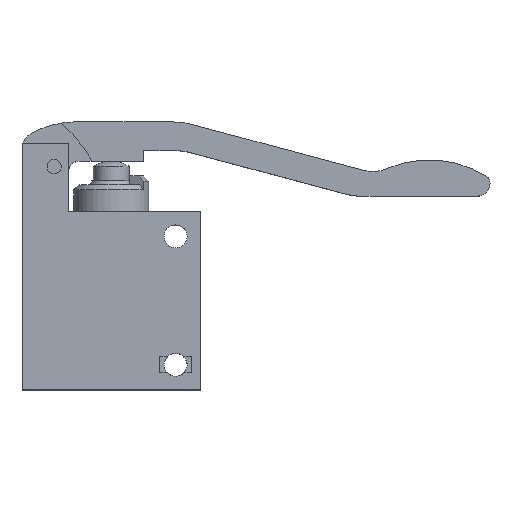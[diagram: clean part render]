
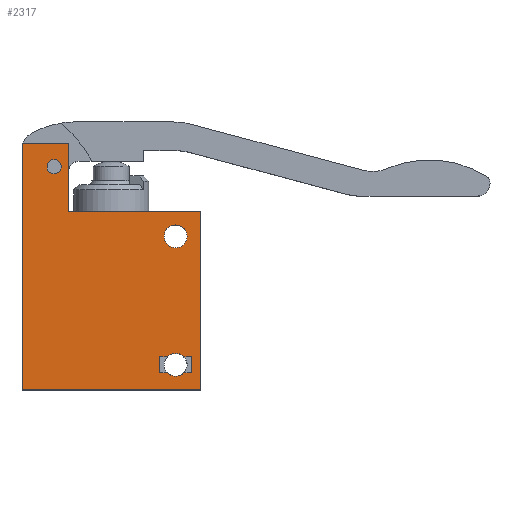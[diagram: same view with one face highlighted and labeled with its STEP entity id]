
A CAD part, top view. The second image highlights one B-rep face of the part: STEP entity #2317.
In plain terms, the highlighted planar face has unit normal (0, 0, 1).
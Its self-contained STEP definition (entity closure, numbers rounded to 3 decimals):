
#80=LINE('',#3741,#278);
#83=LINE('',#3747,#281);
#88=LINE('',#3757,#286);
#92=LINE('',#3770,#290);
#97=LINE('',#3793,#295);
#98=LINE('',#3797,#296);
#99=LINE('',#3801,#297);
#100=LINE('',#3803,#298);
#101=LINE('',#3805,#299);
#102=LINE('',#3807,#300);
#103=LINE('',#3808,#301);
#104=LINE('',#3810,#302);
#278=VECTOR('',#2910,1000.);
#281=VECTOR('',#2915,1000.);
#286=VECTOR('',#2924,1000.);
#290=VECTOR('',#2936,1000.);
#295=VECTOR('',#2949,1000.);
#296=VECTOR('',#2954,1000.);
#297=VECTOR('',#2959,1000.);
#298=VECTOR('',#2960,1000.);
#299=VECTOR('',#2961,1000.);
#300=VECTOR('',#2962,1000.);
#301=VECTOR('',#2963,1000.);
#302=VECTOR('',#2964,1000.);
#435=PLANE('',#2532);
#666=ORIENTED_EDGE('',*,*,#1310,.T.);
#667=ORIENTED_EDGE('',*,*,#1172,.T.);
#668=ORIENTED_EDGE('',*,*,#1311,.F.);
#669=ORIENTED_EDGE('',*,*,#1304,.T.);
#670=ORIENTED_EDGE('',*,*,#1312,.F.);
#671=ORIENTED_EDGE('',*,*,#1313,.F.);
#672=ORIENTED_EDGE('',*,*,#1314,.F.);
#673=ORIENTED_EDGE('',*,*,#1213,.T.);
#674=ORIENTED_EDGE('',*,*,#1315,.F.);
#675=ORIENTED_EDGE('',*,*,#1316,.F.);
#676=ORIENTED_EDGE('',*,*,#1299,.T.);
#677=ORIENTED_EDGE('',*,*,#1292,.T.);
#678=ORIENTED_EDGE('',*,*,#1287,.T.);
#679=ORIENTED_EDGE('',*,*,#1284,.T.);
#680=ORIENTED_EDGE('',*,*,#1307,.T.);
#681=ORIENTED_EDGE('',*,*,#1309,.T.);
#1172=EDGE_CURVE('',#1505,#1505,#1735,.T.);
#1213=EDGE_CURVE('',#1545,#1546,#1756,.T.);
#1284=EDGE_CURVE('',#1612,#1611,#80,.T.);
#1287=EDGE_CURVE('',#1614,#1612,#83,.T.);
#1292=EDGE_CURVE('',#1617,#1614,#88,.T.);
#1299=EDGE_CURVE('',#1622,#1617,#92,.T.);
#1304=EDGE_CURVE('',#1624,#1626,#1795,.T.);
#1307=EDGE_CURVE('',#1611,#1628,#97,.T.);
#1309=EDGE_CURVE('',#1628,#1622,#98,.T.);
#1310=EDGE_CURVE('',#1630,#1630,#1798,.F.);
#1311=EDGE_CURVE('',#1624,#1631,#99,.T.);
#1312=EDGE_CURVE('',#1632,#1626,#100,.T.);
#1313=EDGE_CURVE('',#1633,#1632,#101,.T.);
#1314=EDGE_CURVE('',#1545,#1633,#102,.T.);
#1315=EDGE_CURVE('',#1634,#1546,#103,.T.);
#1316=EDGE_CURVE('',#1631,#1634,#104,.T.);
#1505=VERTEX_POINT('',#3491);
#1545=VERTEX_POINT('',#3595);
#1546=VERTEX_POINT('',#3596);
#1611=VERTEX_POINT('',#3740);
#1612=VERTEX_POINT('',#3742);
#1614=VERTEX_POINT('',#3748);
#1617=VERTEX_POINT('',#3758);
#1622=VERTEX_POINT('',#3771);
#1624=VERTEX_POINT('',#3776);
#1626=VERTEX_POINT('',#3786);
#1628=VERTEX_POINT('',#3792);
#1630=VERTEX_POINT('',#3800);
#1631=VERTEX_POINT('',#3802);
#1632=VERTEX_POINT('',#3804);
#1633=VERTEX_POINT('',#3806);
#1634=VERTEX_POINT('',#3809);
#1735=CIRCLE('',#2451,3.2);
#1756=CIRCLE('',#2480,3.2);
#1795=CIRCLE('',#2527,3.2);
#1798=CIRCLE('',#2533,2.);
#1908=EDGE_LOOP('',(#666));
#1909=EDGE_LOOP('',(#667));
#1910=EDGE_LOOP('',(#668,#669,#670,#671,#672,#673,#674,#675));
#1911=EDGE_LOOP('',(#676,#677,#678,#679,#680,#681));
#2097=FACE_BOUND('',#1908,.T.);
#2098=FACE_BOUND('',#1909,.T.);
#2099=FACE_BOUND('',#1910,.T.);
#2100=FACE_BOUND('',#1911,.T.);
#2317=ADVANCED_FACE('',(#2097,#2098,#2099,#2100),#435,.T.);
#2451=AXIS2_PLACEMENT_3D('',#3490,#2722,#2723);
#2480=AXIS2_PLACEMENT_3D('',#3594,#2798,#2799);
#2527=AXIS2_PLACEMENT_3D('',#3787,#2942,#2943);
#2532=AXIS2_PLACEMENT_3D('',#3798,#2955,#2956);
#2533=AXIS2_PLACEMENT_3D('',#3799,#2957,#2958);
#2722=DIRECTION('',(0.,0.,-1.));
#2723=DIRECTION('',(-1.,0.,0.));
#2798=DIRECTION('',(0.,0.,-1.));
#2799=DIRECTION('',(-1.,0.,0.));
#2910=DIRECTION('',(0.,-1.,0.));
#2915=DIRECTION('',(-1.,0.,0.));
#2924=DIRECTION('',(0.,1.,0.));
#2936=DIRECTION('',(-1.,0.,0.));
#2942=DIRECTION('',(0.,0.,-1.));
#2943=DIRECTION('',(-1.,0.,0.));
#2949=DIRECTION('',(1.,0.,0.));
#2954=DIRECTION('',(0.,1.,0.));
#2955=DIRECTION('',(0.,0.,1.));
#2956=DIRECTION('',(1.,0.,0.));
#2957=DIRECTION('',(0.,0.,1.));
#2958=DIRECTION('',(1.,0.,0.));
#2959=DIRECTION('',(1.,0.,0.));
#2960=DIRECTION('',(1.,0.,0.));
#2961=DIRECTION('',(0.,-1.,0.));
#2962=DIRECTION('',(-1.,0.,0.));
#2963=DIRECTION('',(-1.,0.,0.));
#2964=DIRECTION('',(0.,1.,0.));
#3490=CARTESIAN_POINT('',(18.,43.,12.7));
#3491=CARTESIAN_POINT('',(14.8,43.,12.7));
#3594=CARTESIAN_POINT('',(18.,7.01,12.7));
#3595=CARTESIAN_POINT('',(15.715,9.25,12.7));
#3596=CARTESIAN_POINT('',(20.285,9.25,12.7));
#3740=CARTESIAN_POINT('',(-25.,0.,12.7));
#3741=CARTESIAN_POINT('',(-25.,50.,12.7));
#3742=CARTESIAN_POINT('',(-25.,69.,12.7));
#3747=CARTESIAN_POINT('',(-12.,69.,12.7));
#3748=CARTESIAN_POINT('',(-12.,69.,12.7));
#3757=CARTESIAN_POINT('',(-12.,50.,12.7));
#3758=CARTESIAN_POINT('',(-12.,50.,12.7));
#3770=CARTESIAN_POINT('',(25.,50.,12.7));
#3771=CARTESIAN_POINT('',(25.,50.,12.7));
#3776=CARTESIAN_POINT('',(20.265,4.75,12.7));
#3786=CARTESIAN_POINT('',(15.735,4.75,12.7));
#3787=CARTESIAN_POINT('',(18.,7.01,12.7));
#3792=CARTESIAN_POINT('',(25.,0.,12.7));
#3793=CARTESIAN_POINT('',(-25.,0.,12.7));
#3797=CARTESIAN_POINT('',(25.,0.,12.7));
#3798=CARTESIAN_POINT('',(0.,0.,12.7));
#3799=CARTESIAN_POINT('',(-16.,62.5,12.7));
#3800=CARTESIAN_POINT('',(-14.,62.5,12.7));
#3801=CARTESIAN_POINT('',(13.5,4.75,12.7));
#3802=CARTESIAN_POINT('',(22.5,4.75,12.7));
#3803=CARTESIAN_POINT('',(13.5,4.75,12.7));
#3804=CARTESIAN_POINT('',(13.5,4.75,12.7));
#3805=CARTESIAN_POINT('',(13.5,9.25,12.7));
#3806=CARTESIAN_POINT('',(13.5,9.25,12.7));
#3807=CARTESIAN_POINT('',(22.5,9.25,12.7));
#3808=CARTESIAN_POINT('',(22.5,9.25,12.7));
#3809=CARTESIAN_POINT('',(22.5,9.25,12.7));
#3810=CARTESIAN_POINT('',(22.5,4.75,12.7));
